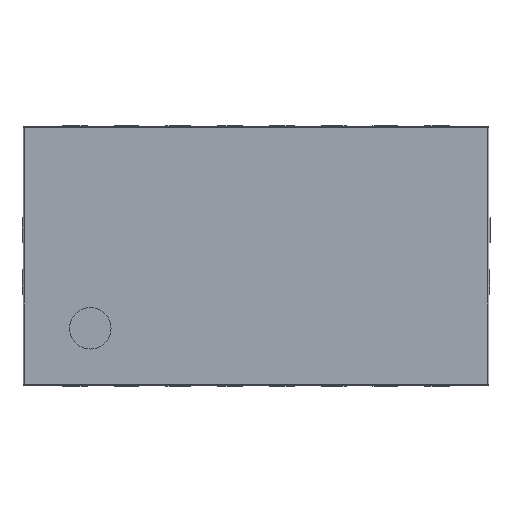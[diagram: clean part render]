
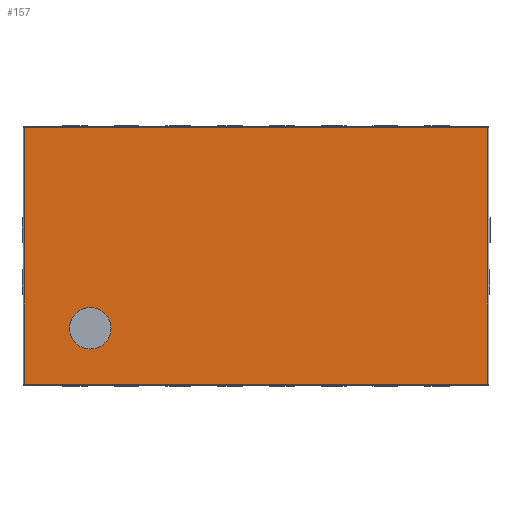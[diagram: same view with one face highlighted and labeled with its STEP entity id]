
A CAD part, top view. The second image highlights one B-rep face of the part: STEP entity #157.
In plain terms, the highlighted planar face has unit normal (0, 0, 1).
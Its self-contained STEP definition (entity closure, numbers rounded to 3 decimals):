
#35 = VECTOR ( 'NONE', #907, 1000. ) ;
#157 = ADVANCED_FACE ( 'NONE', ( #1273, #6609 ), #1309, .F. ) ;
#379 = CIRCLE ( 'NONE', #2537, 0.2 ) ;
#433 = VECTOR ( 'NONE', #5001, 1000. ) ;
#438 = CARTESIAN_POINT ( 'NONE',  ( -1.6, -0.7, 0.85 ) ) ;
#525 = VERTEX_POINT ( 'NONE', #4238 ) ;
#681 = CARTESIAN_POINT ( 'NONE',  ( -1.6, -0.7, 0.85 ) ) ;
#907 = DIRECTION ( 'NONE',  ( -1., 0., 0. ) ) ;
#1001 = LINE ( 'NONE', #3167, #2895 ) ;
#1102 = EDGE_CURVE ( 'NONE', #1849, #6491, #1916, .T. ) ;
#1273 = FACE_OUTER_BOUND ( 'NONE', #5897, .T. ) ;
#1309 = PLANE ( 'NONE',  #3301 ) ;
#1370 = CARTESIAN_POINT ( 'NONE',  ( 2.24, -1.24, 0.85 ) ) ;
#1768 = VERTEX_POINT ( 'NONE', #1370 ) ;
#1784 = DIRECTION ( 'NONE',  ( 0., 0., 1. ) ) ;
#1849 = VERTEX_POINT ( 'NONE', #2100 ) ;
#1916 = LINE ( 'NONE', #2574, #35 ) ;
#1930 = CARTESIAN_POINT ( 'NONE',  ( -2.24, -1.24, 0.85 ) ) ;
#1983 = ORIENTED_EDGE ( 'NONE', *, *, #2218, .T. ) ;
#2100 = CARTESIAN_POINT ( 'NONE',  ( 2.24, 1.24, 0.85 ) ) ;
#2218 = EDGE_CURVE ( 'NONE', #1768, #1849, #4628, .T. ) ;
#2375 = VERTEX_POINT ( 'NONE', #1930 ) ;
#2461 = LINE ( 'NONE', #5218, #4276 ) ;
#2537 = AXIS2_PLACEMENT_3D ( 'NONE', #681, #1784, #6536 ) ;
#2574 = CARTESIAN_POINT ( 'NONE',  ( 2.25, 1.24, 0.85 ) ) ;
#2895 = VECTOR ( 'NONE', #5367, 1000. ) ;
#2996 = DIRECTION ( 'NONE',  ( 0., 0., 1. ) ) ;
#3167 = CARTESIAN_POINT ( 'NONE',  ( -2.24, 1.25, 0.85 ) ) ;
#3237 = EDGE_CURVE ( 'NONE', #4469, #525, #379, .T. ) ;
#3301 = AXIS2_PLACEMENT_3D ( 'NONE', #4949, #3886, #3426 ) ;
#3349 = CARTESIAN_POINT ( 'NONE',  ( -2.24, 1.24, 0.85 ) ) ;
#3426 = DIRECTION ( 'NONE',  ( -1., 0., 0. ) ) ;
#3886 = DIRECTION ( 'NONE',  ( 0., 0., -1. ) ) ;
#3900 = EDGE_CURVE ( 'NONE', #6491, #2375, #1001, .T. ) ;
#4088 = EDGE_CURVE ( 'NONE', #2375, #1768, #2461, .T. ) ;
#4238 = CARTESIAN_POINT ( 'NONE',  ( -1.4, -0.7, 0.85 ) ) ;
#4276 = VECTOR ( 'NONE', #5680, 1000. ) ;
#4382 = ORIENTED_EDGE ( 'NONE', *, *, #3900, .T. ) ;
#4469 = VERTEX_POINT ( 'NONE', #6840 ) ;
#4628 = LINE ( 'NONE', #6279, #433 ) ;
#4949 = CARTESIAN_POINT ( 'NONE',  ( 2.25, 1.25, 0.85 ) ) ;
#5001 = DIRECTION ( 'NONE',  ( 0., 1., 0. ) ) ;
#5191 = DIRECTION ( 'NONE',  ( 1., 0., 0. ) ) ;
#5218 = CARTESIAN_POINT ( 'NONE',  ( 2.25, -1.24, 0.85 ) ) ;
#5227 = CIRCLE ( 'NONE', #5337, 0.2 ) ;
#5337 = AXIS2_PLACEMENT_3D ( 'NONE', #438, #2996, #5191 ) ;
#5367 = DIRECTION ( 'NONE',  ( 0., -1., 0. ) ) ;
#5680 = DIRECTION ( 'NONE',  ( 1., 0., 0. ) ) ;
#5707 = EDGE_LOOP ( 'NONE', ( #6521, #6838 ) ) ;
#5897 = EDGE_LOOP ( 'NONE', ( #4382, #5991, #1983, #6376 ) ) ;
#5991 = ORIENTED_EDGE ( 'NONE', *, *, #4088, .T. ) ;
#6279 = CARTESIAN_POINT ( 'NONE',  ( 2.24, 1.25, 0.85 ) ) ;
#6376 = ORIENTED_EDGE ( 'NONE', *, *, #1102, .T. ) ;
#6491 = VERTEX_POINT ( 'NONE', #3349 ) ;
#6521 = ORIENTED_EDGE ( 'NONE', *, *, #6714, .F. ) ;
#6536 = DIRECTION ( 'NONE',  ( 1., 0., 0. ) ) ;
#6609 = FACE_BOUND ( 'NONE', #5707, .T. ) ;
#6714 = EDGE_CURVE ( 'NONE', #525, #4469, #5227, .T. ) ;
#6838 = ORIENTED_EDGE ( 'NONE', *, *, #3237, .F. ) ;
#6840 = CARTESIAN_POINT ( 'NONE',  ( -1.8, -0.7, 0.85 ) ) ;
